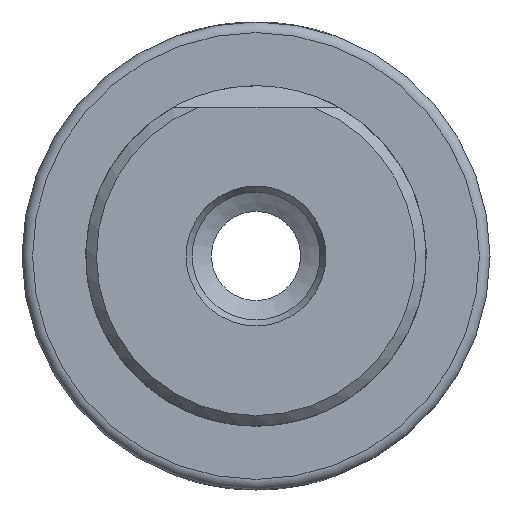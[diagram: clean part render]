
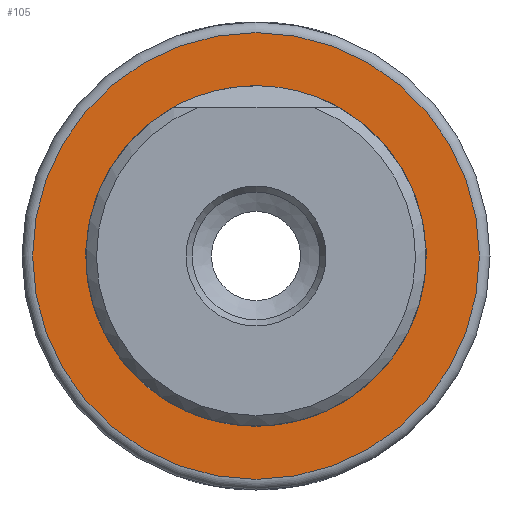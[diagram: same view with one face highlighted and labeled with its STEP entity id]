
A CAD part, left-side view. The second image highlights one B-rep face of the part: STEP entity #105.
In plain terms, the highlighted planar face has unit normal (-1, 0, 0).
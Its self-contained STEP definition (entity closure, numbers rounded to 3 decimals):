
#105 = ADVANCED_FACE( '', ( #230, #231 ), #232, .T. );
#230 = FACE_OUTER_BOUND( '', #422, .T. );
#231 = FACE_BOUND( '', #423, .T. );
#232 = PLANE( '', #424 );
#422 = EDGE_LOOP( '', ( #599 ) );
#423 = EDGE_LOOP( '', ( #600 ) );
#424 = AXIS2_PLACEMENT_3D( '', #601, #602, #603 );
#599 = ORIENTED_EDGE( '', *, *, #648, .T. );
#600 = ORIENTED_EDGE( '', *, *, #671, .F. );
#601 = CARTESIAN_POINT( '', ( 0., 15.5, 0. ) );
#602 = DIRECTION( '', ( -1., 0., 0. ) );
#603 = DIRECTION( '', ( 0., 0., 1. ) );
#648 = EDGE_CURVE( '', #733, #733, #734, .T. );
#671 = EDGE_CURVE( '', #768, #768, #769, .T. );
#733 = VERTEX_POINT( '', #1032 );
#734 = CIRCLE( '', #1033, 21. );
#768 = VERTEX_POINT( '', #1146 );
#769 = CIRCLE( '', #1147, 15.5 );
#1032 = CARTESIAN_POINT( '', ( 0., 0., 21. ) );
#1033 = AXIS2_PLACEMENT_3D( '', #1246, #1247, #1248 );
#1146 = CARTESIAN_POINT( '', ( 0., 0., 15.5 ) );
#1147 = AXIS2_PLACEMENT_3D( '', #1279, #1280, #1281 );
#1246 = CARTESIAN_POINT( '', ( 0., 0., 0. ) );
#1247 = DIRECTION( '', ( -1., 0., 0. ) );
#1248 = DIRECTION( '', ( 0., 0., 1. ) );
#1279 = CARTESIAN_POINT( '', ( 0., 0., 0. ) );
#1280 = DIRECTION( '', ( -1., 0., 0. ) );
#1281 = DIRECTION( '', ( 0., 0., 1. ) );
